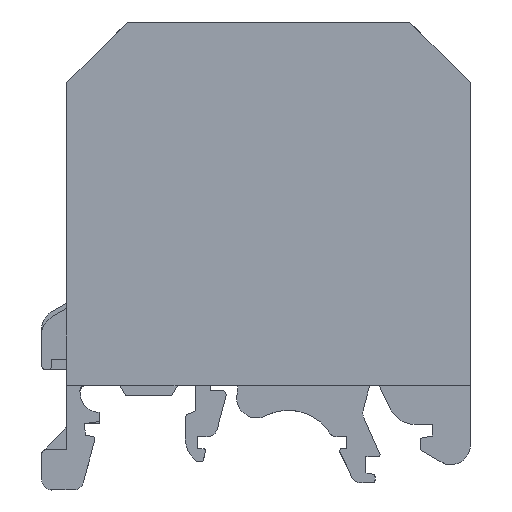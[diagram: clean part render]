
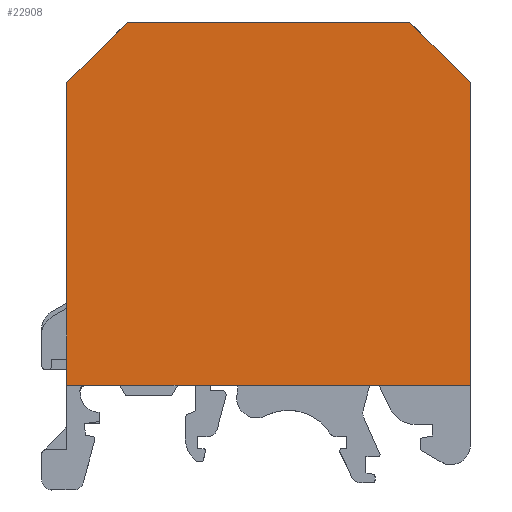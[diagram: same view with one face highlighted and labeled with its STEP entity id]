
A CAD part, front view. The second image highlights one B-rep face of the part: STEP entity #22908.
In plain terms, the highlighted planar face has unit normal (0, -1, 0).
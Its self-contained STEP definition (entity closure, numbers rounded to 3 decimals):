
#3859=ORIENTED_EDGE('',*,*,#9153,.T.);
#3860=ORIENTED_EDGE('',*,*,#9154,.T.);
#3861=ORIENTED_EDGE('',*,*,#9155,.T.);
#3862=ORIENTED_EDGE('',*,*,#9156,.T.);
#3863=ORIENTED_EDGE('',*,*,#9157,.T.);
#3864=ORIENTED_EDGE('',*,*,#9158,.T.);
#9153=EDGE_CURVE('',#11961,#11962,#14501,.T.);
#9154=EDGE_CURVE('',#11962,#11963,#14502,.T.);
#9155=EDGE_CURVE('',#11963,#11964,#14503,.T.);
#9156=EDGE_CURVE('',#11964,#11965,#14504,.T.);
#9157=EDGE_CURVE('',#11965,#11966,#14505,.T.);
#9158=EDGE_CURVE('',#11966,#11961,#14506,.T.);
#11961=VERTEX_POINT('',#34488);
#11962=VERTEX_POINT('',#34489);
#11963=VERTEX_POINT('',#34491);
#11964=VERTEX_POINT('',#34493);
#11965=VERTEX_POINT('',#34495);
#11966=VERTEX_POINT('',#34497);
#14501=LINE('',#34487,#17301);
#14502=LINE('',#34490,#17302);
#14503=LINE('',#34492,#17303);
#14504=LINE('',#34494,#17304);
#14505=LINE('',#34496,#17305);
#14506=LINE('',#34498,#17306);
#17301=VECTOR('',#28160,1000.);
#17302=VECTOR('',#28161,1000.);
#17303=VECTOR('',#28162,1000.);
#17304=VECTOR('',#28163,1000.);
#17305=VECTOR('',#28164,1000.);
#17306=VECTOR('',#28165,1000.);
#19256=EDGE_LOOP('',(#3859,#3860,#3861,#3862,#3863,#3864));
#20631=FACE_BOUND('',#19256,.T.);
#21847=PLANE('',#24378);
#22908=ADVANCED_FACE('',(#20631),#21847,.F.);
#24378=AXIS2_PLACEMENT_3D('',#34486,#28158,#28159);
#28158=DIRECTION('',(0.,1.,0.));
#28159=DIRECTION('',(-1.,0.,0.));
#28160=DIRECTION('',(-0.707,0.,-0.707));
#28161=DIRECTION('',(0.,0.,-1.));
#28162=DIRECTION('',(1.,0.,0.));
#28163=DIRECTION('',(0.,0.,1.));
#28164=DIRECTION('',(-0.707,0.,0.707));
#28165=DIRECTION('',(-1.,0.,0.));
#34486=CARTESIAN_POINT('',(-0.001,-44.633,32.432));
#34487=CARTESIAN_POINT('',(-20.001,-44.633,12.432));
#34488=CARTESIAN_POINT('',(-14.001,-44.633,18.432));
#34489=CARTESIAN_POINT('',(-20.001,-44.633,12.432));
#34490=CARTESIAN_POINT('',(-20.001,-44.633,12.432));
#34491=CARTESIAN_POINT('',(-20.001,-44.633,-17.568));
#34492=CARTESIAN_POINT('',(-20.001,-44.633,-17.568));
#34493=CARTESIAN_POINT('',(19.999,-44.633,-17.568));
#34494=CARTESIAN_POINT('',(19.999,-44.633,-17.568));
#34495=CARTESIAN_POINT('',(19.999,-44.633,12.432));
#34496=CARTESIAN_POINT('',(13.999,-44.633,18.432));
#34497=CARTESIAN_POINT('',(13.999,-44.633,18.432));
#34498=CARTESIAN_POINT('',(13.999,-44.633,18.432));
